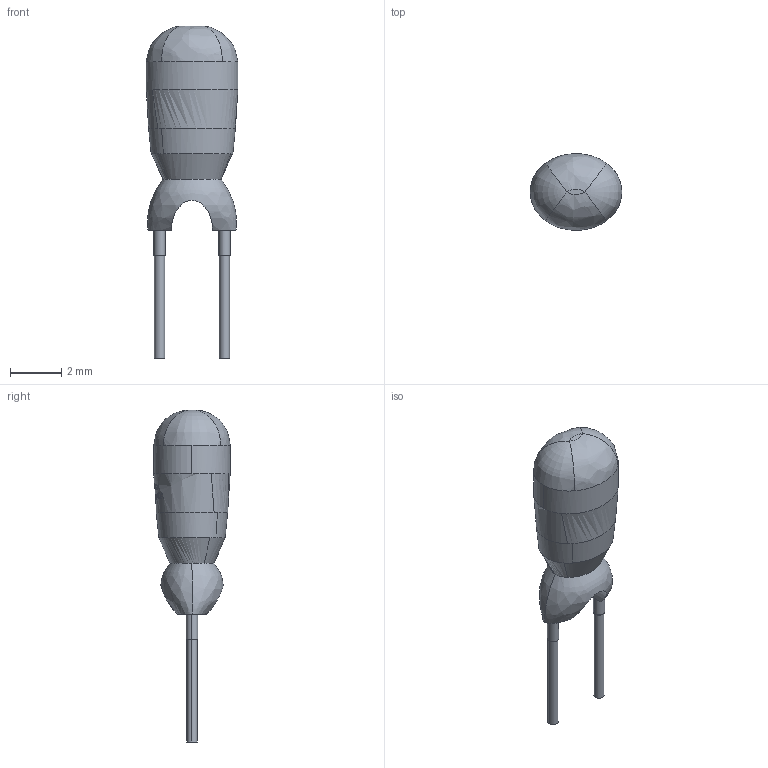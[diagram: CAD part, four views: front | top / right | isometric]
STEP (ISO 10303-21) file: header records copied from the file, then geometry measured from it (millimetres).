
FILE_DESCRIPTION (( 'STEP AP214' ), '1' );
FILE_NAME ('RES-TH_L3.6-W3.0-H8.0-P2.54-D0.4.step', '2022-07-28T10:05:24', ( '' ), ( '' ), 'SwSTEP 2.0', 'SolidWorks 2020', '' );
FILE_SCHEMA (( 'AUTOMOTIVE_DESIGN' ));
Length unit declared in the file: millimetre
Products named in the file (1): RES-TH_L3.6-W3.0-H8.0-P2.54-D0.4
Bounding box: 3.6 x 3 x 13 mm (x, y, z)
Volume: 50 mm3; surface area: 95.7 mm2
Topology: 1 solids, 1 shells, 244 faces, 663 edges, 442 vertices
Faces by surface type: bspline 133, plane 103, cylinder 8
Entity records: 20247 total; most frequent: CARTESIAN_POINT 12643, ORIENTED_EDGE 1322, EDGE_CURVE 661, DIRECTION 458, VERTEX_POINT 442, B_SPLINE_CURVE_WITH_KNOTS 435, EDGE_LOOP 267, UNCERTAINTY_MEASURE_WITH_UNIT 247
